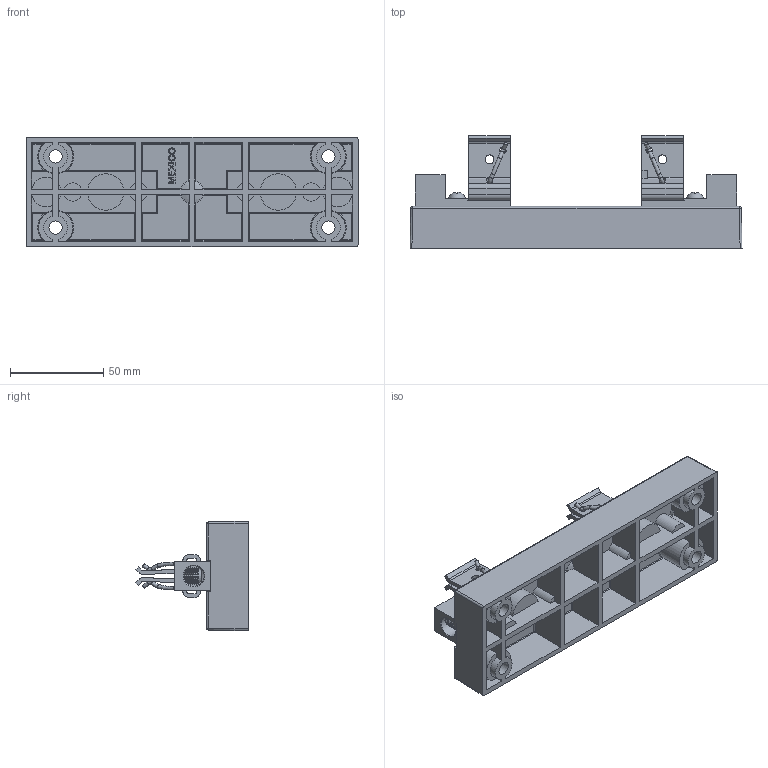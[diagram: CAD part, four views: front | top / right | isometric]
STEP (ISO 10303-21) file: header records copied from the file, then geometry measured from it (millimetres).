
FILE_DESCRIPTION (( 'STEP AP214' ), '1' );
FILE_NAME ('05C0219rev-.STEP', '2014-01-16T16:15:01', ( '' ), ( '' ), 'SwSTEP 2.0', 'SolidWorks 2013', '' );
FILE_SCHEMA (( 'AUTOMOTIVE_DESIGN' ));
Length unit declared in the file: inch
Products named in the file (1): 05C0219rev-
Bounding box: 177.8 x 60.3 x 58.67 mm (x, y, z)
Volume: 109557.9 mm3; surface area: 81411.1 mm2
Topology: 14 solids, 14 shells, 886 faces, 2187 edges, 1357 vertices
Faces by surface type: plane 380, cylinder 261, cone 178, bspline 30, torus 26, sphere 11
Full cylindrical faces by diameter (mm): 1.981 x6, 2.54 x2, 3.454 x4, 4.089 x4, 4.75 x4, 4.826 x28, 5.105 x4, 5.983 x2, 6.35 x17, 7.137 x4, 8.241 x2, 8.433 x2, 9.525 x22, 10.16 x2, 11.1 x2, 12.7 x4, 13.97 x2
Entity records: 38178 total; most frequent: CARTESIAN_POINT 6936, DIRECTION 3975, ORIENTED_EDGE 3720, EDGE_CURVE 1860, AXIS2_PLACEMENT_3D 1462, VERTEX_POINT 1331, EDGE_LOOP 1273, VECTOR 1051
